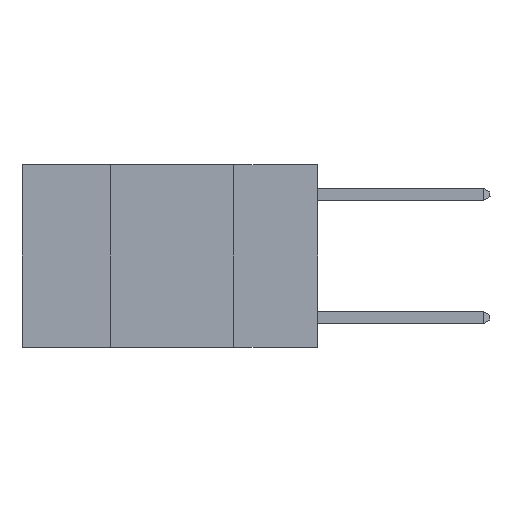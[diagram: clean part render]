
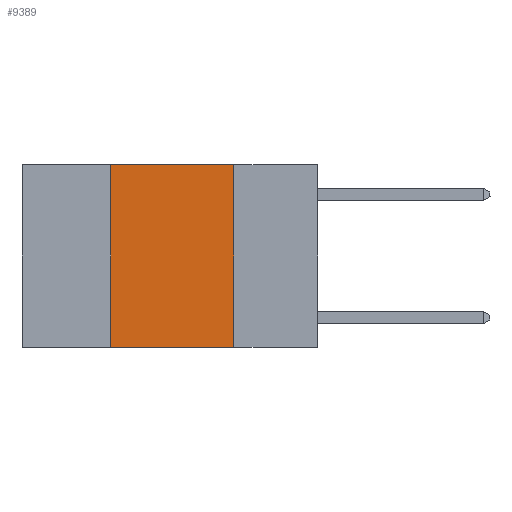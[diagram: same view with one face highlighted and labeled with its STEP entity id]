
A CAD part, left-side view. The second image highlights one B-rep face of the part: STEP entity #9389.
In plain terms, the highlighted planar face has unit normal (-1, 0, 0).
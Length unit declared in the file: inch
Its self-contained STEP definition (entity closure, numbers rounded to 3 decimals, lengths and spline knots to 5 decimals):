
#358 = CARTESIAN_POINT ( 'NONE',  ( 0., 0.42, 0. ) ) ;
#448 = LINE ( 'NONE', #1081, #1104 ) ;
#494 = CARTESIAN_POINT ( 'NONE',  ( 0., 0.42, -0.37 ) ) ;
#508 = PLANE ( 'NONE',  #6849 ) ;
#673 = VERTEX_POINT ( 'NONE', #1570 ) ;
#1081 = CARTESIAN_POINT ( 'NONE',  ( 0., 0.6, -0.37 ) ) ;
#1104 = VECTOR ( 'NONE', #6375, 39.37008 ) ;
#1547 = LINE ( 'NONE', #1938, #8686 ) ;
#1570 = CARTESIAN_POINT ( 'NONE',  ( 0., 0.17, 0. ) ) ;
#1938 = CARTESIAN_POINT ( 'NONE',  ( 0., 0.42, 0. ) ) ;
#2525 = ORIENTED_EDGE ( 'NONE', *, *, #3863, .T. ) ;
#2898 = DIRECTION ( 'NONE',  ( 0., -1., 0. ) ) ;
#3384 = DIRECTION ( 'NONE',  ( 1., 0., 0. ) ) ;
#3863 = EDGE_CURVE ( 'NONE', #3909, #6191, #448, .T. ) ;
#3909 = VERTEX_POINT ( 'NONE', #494 ) ;
#4115 = CARTESIAN_POINT ( 'NONE',  ( 0., 0.17, -0.37 ) ) ;
#4277 = LINE ( 'NONE', #8734, #7859 ) ;
#5042 = ORIENTED_EDGE ( 'NONE', *, *, #7320, .F. ) ;
#5163 = EDGE_LOOP ( 'NONE', ( #5694, #5042, #6571, #2525 ) ) ;
#5628 = DIRECTION ( 'NONE',  ( 0., 0., -1. ) ) ;
#5694 = ORIENTED_EDGE ( 'NONE', *, *, #6715, .F. ) ;
#6191 = VERTEX_POINT ( 'NONE', #4115 ) ;
#6375 = DIRECTION ( 'NONE',  ( 0., -1., 0. ) ) ;
#6440 = FACE_OUTER_BOUND ( 'NONE', #5163, .T. ) ;
#6571 = ORIENTED_EDGE ( 'NONE', *, *, #7996, .F. ) ;
#6715 = EDGE_CURVE ( 'NONE', #673, #6191, #4277, .T. ) ;
#6756 = VERTEX_POINT ( 'NONE', #358 ) ;
#6849 = AXIS2_PLACEMENT_3D ( 'NONE', #8690, #3384, #5628 ) ;
#7194 = DIRECTION ( 'NONE',  ( 0., 0., -1. ) ) ;
#7246 = DIRECTION ( 'NONE',  ( 0., 0., 1. ) ) ;
#7320 = EDGE_CURVE ( 'NONE', #6756, #673, #8904, .T. ) ;
#7859 = VECTOR ( 'NONE', #7194, 39.37008 ) ;
#7996 = EDGE_CURVE ( 'NONE', #3909, #6756, #1547, .T. ) ;
#8165 = CARTESIAN_POINT ( 'NONE',  ( 0., 0.6, 0. ) ) ;
#8505 = VECTOR ( 'NONE', #2898, 39.37008 ) ;
#8686 = VECTOR ( 'NONE', #7246, 39.37008 ) ;
#8690 = CARTESIAN_POINT ( 'NONE',  ( 0., 0.6, 0. ) ) ;
#8734 = CARTESIAN_POINT ( 'NONE',  ( 0., 0.17, 0. ) ) ;
#8904 = LINE ( 'NONE', #8165, #8505 ) ;
#9389 = ADVANCED_FACE ( 'NONE', ( #6440 ), #508, .F. ) ;
